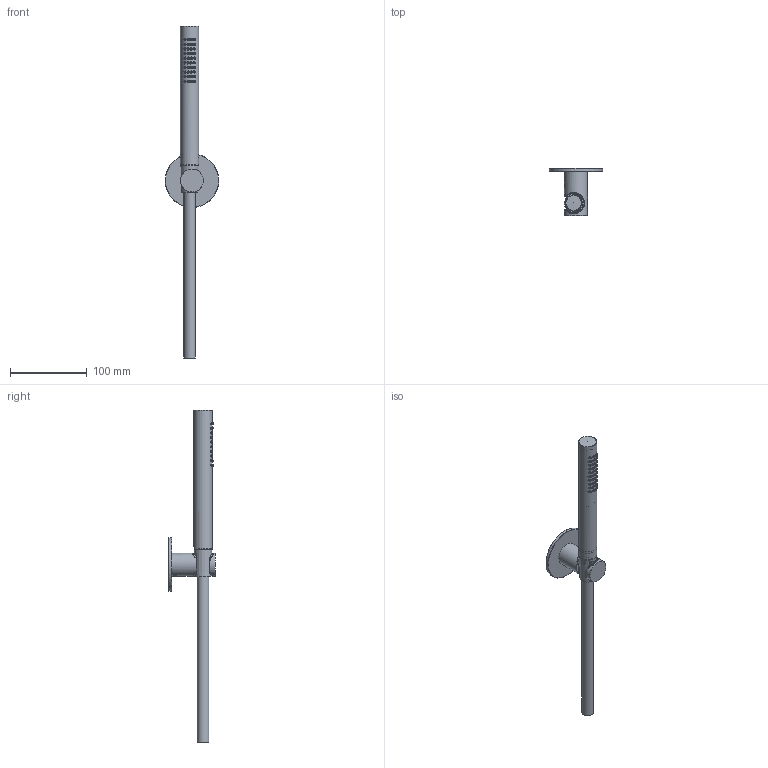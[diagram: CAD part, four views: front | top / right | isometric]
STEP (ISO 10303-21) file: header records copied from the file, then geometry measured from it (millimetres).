
FILE_DESCRIPTION(/* description */ ('Unknown'),/* implementation_level */ '2;1');
FILE_NAME(/* name */ 'AC443-00',/* time_stamp */ '2023-11-06T10:34:08+01:00',/* author */ ('Unknown'),/* organization */ ('Unknown'),/* preprocessor_version */ 'ST-DEVELOPER v18.102',/* originating_system */ 'Solid Edge',/* authorisation */ 'Unknown');
FILE_SCHEMA (('AUTOMOTIVE_DESIGN {1 0 10303 214 3 1 1}'));
Length unit declared in the file: millimetre
Products named in the file (13): AC443-00; AC514-00_oa_0; AC514-01; AC514-04; AC514-05; AC514-001_oa_1; AC452-02; M015-001; M354-00_oa_2; C101014_02100ZZ; A133037_13400ZZ; A089014_00101ZZ; A064038_12900ZZ
Assembly tree (13 placements, depth 4):
  AC443-00
    AC514-00_oa_0
      AC514-01
      AC514-04
      AC514-05  x2
      AC514-001_oa_1
        AC452-02
    M015-001
    M354-00_oa_2
      C101014_02100ZZ
      A133037_13400ZZ
      A089014_00101ZZ
      A064038_12900ZZ
Bounding box: 69.69 x 61 x 431.35 mm (x, y, z)
Volume: 119199.4 mm3; surface area: 84200.3 mm2
Topology: 10 solids, 10 shells, 1108 faces, 2934 edges, 1896 vertices
Faces by surface type: plane 295, cylinder 290, bspline 268, torus 128, cone 110, sphere 17
Full cylindrical faces by diameter (mm): 3.2 x40, 6 x1, 15 x1, 16.5 x1, 18 x1, 18.8 x2, 20.8 x4, 21.166 x1, 21.6 x2, 21.8 x2, 22 x2, 23 x2, 23.2 x1, 24 x1, 30 x1
Entity records: 47417 total; most frequent: CARTESIAN_POINT 23615, ORIENTED_EDGE 5072, DIRECTION 4103, EDGE_CURVE 2536, VERTEX_POINT 1713, AXIS2_PLACEMENT_3D 1665, EDGE_LOOP 1513, FACE_BOUND 1513
